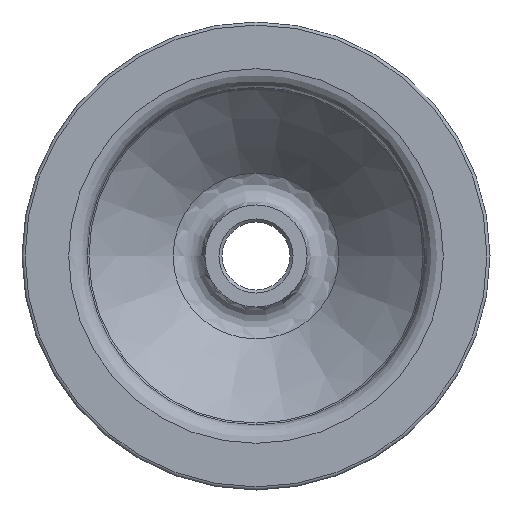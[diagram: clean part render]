
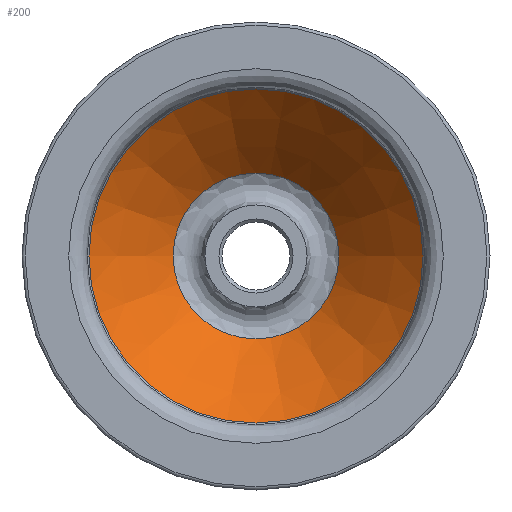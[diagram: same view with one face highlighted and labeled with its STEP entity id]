
A CAD part, front view. The second image highlights one B-rep face of the part: STEP entity #200.
In plain terms, the highlighted conical face has half-angle 44 degrees and reference radius 13.408 mm.
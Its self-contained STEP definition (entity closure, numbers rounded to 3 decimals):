
#128 = SURFACE_OF_REVOLUTION('',#129,#134);
#129 = CIRCLE('',#130,3.);
#130 = AXIS2_PLACEMENT_3D('',#131,#132,#133);
#131 = CARTESIAN_POINT('',(-11.25,31.102,0.));
#132 = DIRECTION('',(0.,0.,1.));
#133 = DIRECTION('',(1.,0.,0.));
#134 = AXIS1_PLACEMENT('',#135,#136);
#135 = CARTESIAN_POINT('',(0.,0.,0.));
#136 = DIRECTION('',(0.,1.,0.));
#150 = VERTEX_POINT('',#151);
#151 = CARTESIAN_POINT('',(-13.408,33.186,0.));
#173 = EDGE_CURVE('',#150,#150,#174,.T.);
#174 = SURFACE_CURVE('',#175,(#180,#187),.PCURVE_S1.);
#175 = CIRCLE('',#176,13.408);
#176 = AXIS2_PLACEMENT_3D('',#177,#178,#179);
#177 = CARTESIAN_POINT('',(0.,33.186,0.));
#178 = DIRECTION('',(0.,1.,-0.));
#179 = DIRECTION('',(-1.,0.,0.));
#180 = PCURVE('',#128,#181);
#181 = DEFINITIONAL_REPRESENTATION('',(#182),#186);
#182 = LINE('',#183,#184);
#183 = CARTESIAN_POINT('',(0.,2.374));
#184 = VECTOR('',#185,1.);
#185 = DIRECTION('',(1.,0.));
#186 = ( GEOMETRIC_REPRESENTATION_CONTEXT(2) 
PARAMETRIC_REPRESENTATION_CONTEXT() REPRESENTATION_CONTEXT('2D SPACE',''
  ) );
#187 = PCURVE('',#188,#193);
#188 = CONICAL_SURFACE('',#189,13.408,0.768);
#189 = AXIS2_PLACEMENT_3D('',#190,#191,#192);
#190 = CARTESIAN_POINT('',(0.,33.186,0.));
#191 = DIRECTION('',(-0.,-1.,-0.));
#192 = DIRECTION('',(-1.,0.,0.));
#193 = DEFINITIONAL_REPRESENTATION('',(#194),#198);
#194 = LINE('',#195,#196);
#195 = CARTESIAN_POINT('',(-0.,0.));
#196 = VECTOR('',#197,1.);
#197 = DIRECTION('',(-1.,0.));
#198 = ( GEOMETRIC_REPRESENTATION_CONTEXT(2) 
PARAMETRIC_REPRESENTATION_CONTEXT() REPRESENTATION_CONTEXT('2D SPACE',''
  ) );
#200 = ADVANCED_FACE('',(#201),#188,.F.);
#201 = FACE_BOUND('',#202,.T.);
#202 = EDGE_LOOP('',(#203,#204,#227,#258));
#203 = ORIENTED_EDGE('',*,*,#173,.T.);
#204 = ORIENTED_EDGE('',*,*,#205,.T.);
#205 = EDGE_CURVE('',#150,#206,#208,.T.);
#206 = VERTEX_POINT('',#207);
#207 = CARTESIAN_POINT('',(-27.019,19.091,0.));
#208 = SEAM_CURVE('',#209,(#213,#220),.PCURVE_S1.);
#209 = LINE('',#210,#211);
#210 = CARTESIAN_POINT('',(-13.408,33.186,0.));
#211 = VECTOR('',#212,1.);
#212 = DIRECTION('',(-0.695,-0.719,0.));
#213 = PCURVE('',#188,#214);
#214 = DEFINITIONAL_REPRESENTATION('',(#215),#219);
#215 = LINE('',#216,#217);
#216 = CARTESIAN_POINT('',(-0.,0.));
#217 = VECTOR('',#218,1.);
#218 = DIRECTION('',(-0.,1.));
#219 = ( GEOMETRIC_REPRESENTATION_CONTEXT(2) 
PARAMETRIC_REPRESENTATION_CONTEXT() REPRESENTATION_CONTEXT('2D SPACE',''
  ) );
#220 = PCURVE('',#188,#221);
#221 = DEFINITIONAL_REPRESENTATION('',(#222),#226);
#222 = LINE('',#223,#224);
#223 = CARTESIAN_POINT('',(-6.283,0.));
#224 = VECTOR('',#225,1.);
#225 = DIRECTION('',(-0.,1.));
#226 = ( GEOMETRIC_REPRESENTATION_CONTEXT(2) 
PARAMETRIC_REPRESENTATION_CONTEXT() REPRESENTATION_CONTEXT('2D SPACE',''
  ) );
#227 = ORIENTED_EDGE('',*,*,#228,.F.);
#228 = EDGE_CURVE('',#206,#206,#229,.T.);
#229 = SURFACE_CURVE('',#230,(#235,#242),.PCURVE_S1.);
#230 = CIRCLE('',#231,27.019);
#231 = AXIS2_PLACEMENT_3D('',#232,#233,#234);
#232 = CARTESIAN_POINT('',(0.,19.091,0.));
#233 = DIRECTION('',(0.,1.,-0.));
#234 = DIRECTION('',(-1.,0.,0.));
#235 = PCURVE('',#188,#236);
#236 = DEFINITIONAL_REPRESENTATION('',(#237),#241);
#237 = LINE('',#238,#239);
#238 = CARTESIAN_POINT('',(-0.,14.095));
#239 = VECTOR('',#240,1.);
#240 = DIRECTION('',(-1.,0.));
#241 = ( GEOMETRIC_REPRESENTATION_CONTEXT(2) 
PARAMETRIC_REPRESENTATION_CONTEXT() REPRESENTATION_CONTEXT('2D SPACE',''
  ) );
#242 = PCURVE('',#243,#252);
#243 = SURFACE_OF_REVOLUTION('',#244,#249);
#244 = CIRCLE('',#245,1.);
#245 = AXIS2_PLACEMENT_3D('',#246,#247,#248);
#246 = CARTESIAN_POINT('',(-26.3,18.396,0.));
#247 = DIRECTION('',(0.,0.,1.));
#248 = DIRECTION('',(1.,0.,0.));
#249 = AXIS1_PLACEMENT('',#250,#251);
#250 = CARTESIAN_POINT('',(0.,0.,0.));
#251 = DIRECTION('',(0.,1.,0.));
#252 = DEFINITIONAL_REPRESENTATION('',(#253),#257);
#253 = LINE('',#254,#255);
#254 = CARTESIAN_POINT('',(0.,2.374));
#255 = VECTOR('',#256,1.);
#256 = DIRECTION('',(1.,0.));
#257 = ( GEOMETRIC_REPRESENTATION_CONTEXT(2) 
PARAMETRIC_REPRESENTATION_CONTEXT() REPRESENTATION_CONTEXT('2D SPACE',''
  ) );
#258 = ORIENTED_EDGE('',*,*,#205,.F.);
